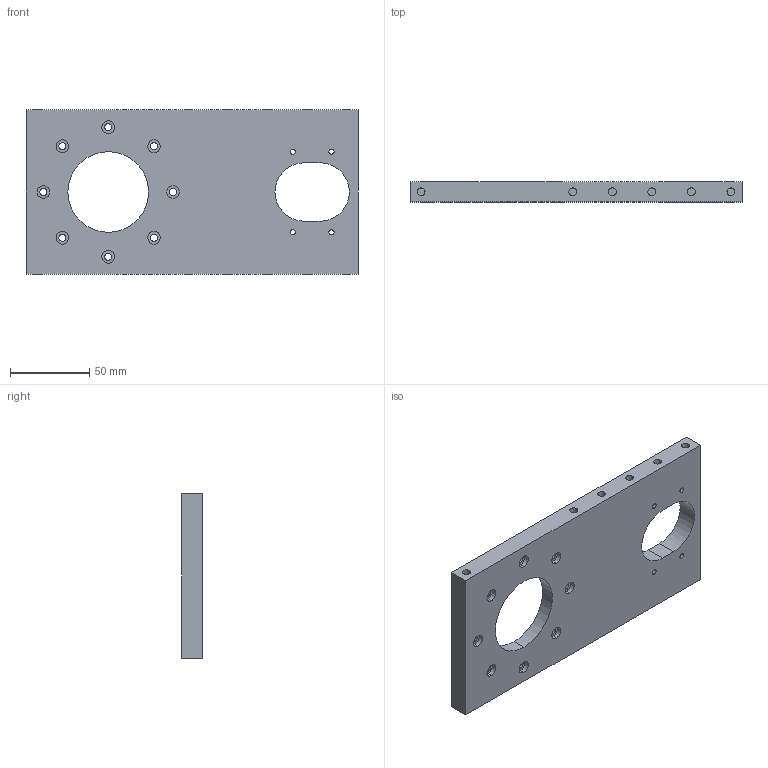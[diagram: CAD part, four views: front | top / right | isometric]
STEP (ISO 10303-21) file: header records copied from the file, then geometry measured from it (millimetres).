
FILE_DESCRIPTION (( 'STEP AP203' ), '1' );
FILE_NAME ('J1_support_flat_middle.STEP', '2021-01-23T08:43:47', ( '' ), ( '' ), 'SwSTEP 2.0', 'SolidWorks 2020', '' );
FILE_SCHEMA (( 'CONFIG_CONTROL_DESIGN' ));
Length unit declared in the file: millimetre
Products named in the file (1): J1_support_flat_middle
Bounding box: 210 x 12.7 x 104 mm (x, y, z)
Volume: 209334.1 mm3; surface area: 54142.4 mm2
Topology: 1 solids, 1 shells, 99 faces, 228 edges, 152 vertices
Faces by surface type: cylinder 70, plane 29
Entity records: 3015 total; most frequent: DIRECTION 568, CARTESIAN_POINT 480, ORIENTED_EDGE 456, AXIS2_PLACEMENT_3D 240, EDGE_CURVE 228, VERTEX_POINT 152, EDGE_LOOP 148, CIRCLE 140
